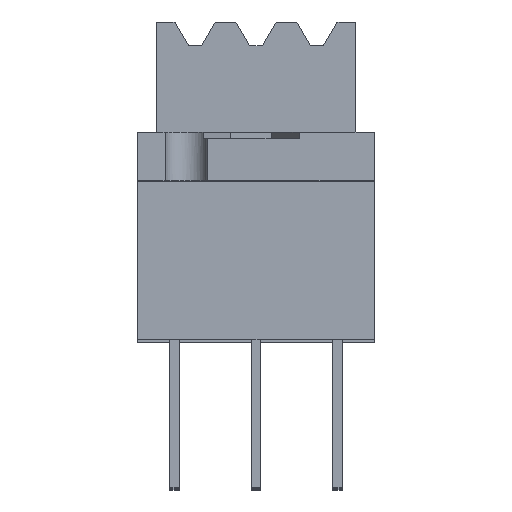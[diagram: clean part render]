
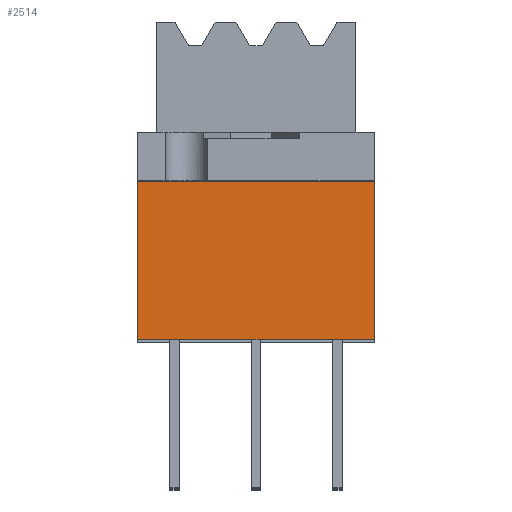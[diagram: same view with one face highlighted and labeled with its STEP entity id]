
A CAD part, top view. The second image highlights one B-rep face of the part: STEP entity #2514.
In plain terms, the highlighted planar face has unit normal (0, 0, 1).
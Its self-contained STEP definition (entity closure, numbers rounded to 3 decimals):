
#2514=ADVANCED_FACE('',(#3672),#3094,.F.);
#3094=PLANE('',#13479);
#3672=FACE_OUTER_BOUND('',#4261,.T.);
#4261=EDGE_LOOP('',(#6258,#6259,#6260,#6261));
#6258=ORIENTED_EDGE('',*,*,#9464,.F.);
#6259=ORIENTED_EDGE('',*,*,#9465,.F.);
#6260=ORIENTED_EDGE('',*,*,#9462,.T.);
#6261=ORIENTED_EDGE('',*,*,#9466,.F.);
#8202=VERTEX_POINT('',#18486);
#8203=VERTEX_POINT('',#18488);
#8204=VERTEX_POINT('',#18492);
#8205=VERTEX_POINT('',#18493);
#9462=EDGE_CURVE('',#8203,#8202,#11277,.T.);
#9464=EDGE_CURVE('',#8204,#8205,#11279,.T.);
#9465=EDGE_CURVE('',#8203,#8204,#11280,.T.);
#9466=EDGE_CURVE('',#8205,#8202,#11281,.T.);
#11277=LINE('',#18487,#12730);
#11279=LINE('',#18491,#12732);
#11280=LINE('',#18494,#12733);
#11281=LINE('',#18495,#12734);
#12730=VECTOR('',#15465,1.);
#12732=VECTOR('',#15469,1.);
#12733=VECTOR('',#15470,1.);
#12734=VECTOR('',#15471,1.);
#13479=AXIS2_PLACEMENT_3D('',#18496,#15472,#15473);
#15465=DIRECTION('',(-1.,0.,0.));
#15469=DIRECTION('',(-1.,0.,0.));
#15470=DIRECTION('',(0.,-1.,0.));
#15471=DIRECTION('',(0.,1.,0.));
#15472=DIRECTION('',(0.,0.,-1.));
#15473=DIRECTION('',(0.,-1.,0.));
#18486=CARTESIAN_POINT('',(0.,9.9,89.65));
#18487=CARTESIAN_POINT('',(14.75,9.9,89.65));
#18488=CARTESIAN_POINT('',(14.75,9.9,89.65));
#18491=CARTESIAN_POINT('',(14.75,0.,89.65));
#18492=CARTESIAN_POINT('',(14.75,0.,89.65));
#18493=CARTESIAN_POINT('',(0.,0.,
89.65));
#18494=CARTESIAN_POINT('',(14.75,9.9,89.65));
#18495=CARTESIAN_POINT('',(0.,0.,89.65));
#18496=CARTESIAN_POINT('',(14.75,9.9,89.65));
